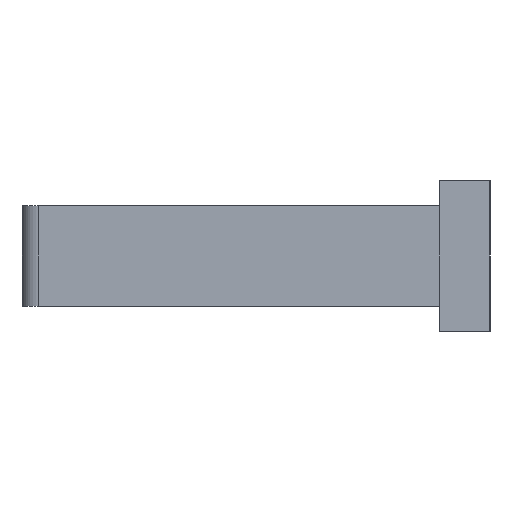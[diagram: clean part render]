
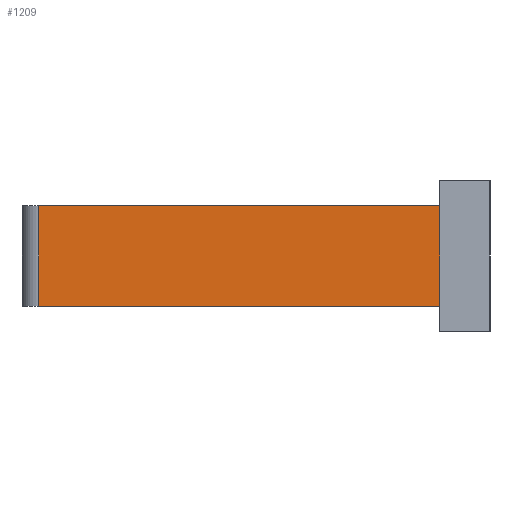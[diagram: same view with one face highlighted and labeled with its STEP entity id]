
A CAD part, left-side view. The second image highlights one B-rep face of the part: STEP entity #1209.
In plain terms, the highlighted planar face has unit normal (-1, 0, 0).
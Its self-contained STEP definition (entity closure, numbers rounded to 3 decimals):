
#26 = ORIENTED_EDGE ( 'NONE', *, *, #963, .T. ) ;
#194 = CARTESIAN_POINT ( 'NONE',  ( -67., 27., 3. ) ) ;
#211 = AXIS2_PLACEMENT_3D ( 'NONE', #1250, #734, #1145 ) ;
#223 = ORIENTED_EDGE ( 'NONE', *, *, #266, .T. ) ;
#243 = LINE ( 'NONE', #652, #547 ) ;
#266 = EDGE_CURVE ( 'NONE', #1296, #1198, #243, .T. ) ;
#300 = CARTESIAN_POINT ( 'NONE',  ( -67., 0., -3. ) ) ;
#306 = CARTESIAN_POINT ( 'NONE',  ( -67., 0., 3. ) ) ;
#366 = EDGE_LOOP ( 'NONE', ( #946, #26, #223, #1251 ) ) ;
#469 = VECTOR ( 'NONE', #691, 1000. ) ;
#507 = VECTOR ( 'NONE', #1287, 1000. ) ;
#517 = LINE ( 'NONE', #524, #1333 ) ;
#524 = CARTESIAN_POINT ( 'NONE',  ( -67., 28., 3. ) ) ;
#538 = VERTEX_POINT ( 'NONE', #1122 ) ;
#547 = VECTOR ( 'NONE', #700, 1000. ) ;
#563 = CARTESIAN_POINT ( 'NONE',  ( -67., 0., 3. ) ) ;
#630 = PLANE ( 'NONE',  #211 ) ;
#652 = CARTESIAN_POINT ( 'NONE',  ( -67., 28., -3. ) ) ;
#691 = DIRECTION ( 'NONE',  ( 0., 0., -1. ) ) ;
#700 = DIRECTION ( 'NONE',  ( 0., -1., 0. ) ) ;
#728 = FACE_OUTER_BOUND ( 'NONE', #366, .T. ) ;
#734 = DIRECTION ( 'NONE',  ( 1., 0., 0. ) ) ;
#883 = EDGE_CURVE ( 'NONE', #1095, #1198, #1280, .T. ) ;
#923 = DIRECTION ( 'NONE',  ( 0., -1., 0. ) ) ;
#946 = ORIENTED_EDGE ( 'NONE', *, *, #1329, .F. ) ;
#963 = EDGE_CURVE ( 'NONE', #538, #1296, #1321, .T. ) ;
#1095 = VERTEX_POINT ( 'NONE', #306 ) ;
#1122 = CARTESIAN_POINT ( 'NONE',  ( -67., 27., 3. ) ) ;
#1145 = DIRECTION ( 'NONE',  ( 0., 0., -1. ) ) ;
#1155 = CARTESIAN_POINT ( 'NONE',  ( -67., 27., -3. ) ) ;
#1198 = VERTEX_POINT ( 'NONE', #300 ) ;
#1209 = ADVANCED_FACE ( 'NONE', ( #728 ), #630, .F. ) ;
#1250 = CARTESIAN_POINT ( 'NONE',  ( -67., 28., 3. ) ) ;
#1251 = ORIENTED_EDGE ( 'NONE', *, *, #883, .F. ) ;
#1280 = LINE ( 'NONE', #563, #507 ) ;
#1287 = DIRECTION ( 'NONE',  ( 0., 0., -1. ) ) ;
#1296 = VERTEX_POINT ( 'NONE', #1155 ) ;
#1321 = LINE ( 'NONE', #194, #469 ) ;
#1329 = EDGE_CURVE ( 'NONE', #538, #1095, #517, .T. ) ;
#1333 = VECTOR ( 'NONE', #923, 1000. ) ;
